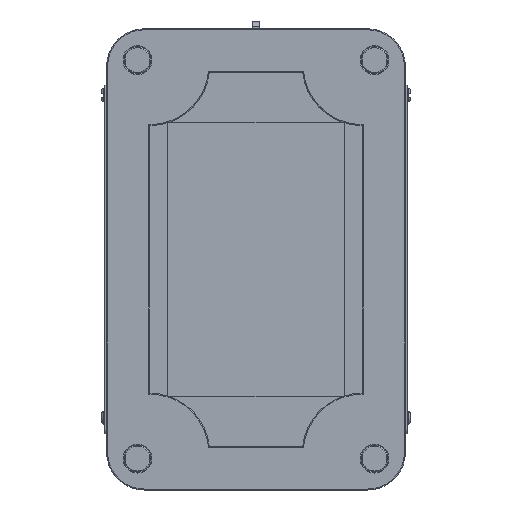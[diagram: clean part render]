
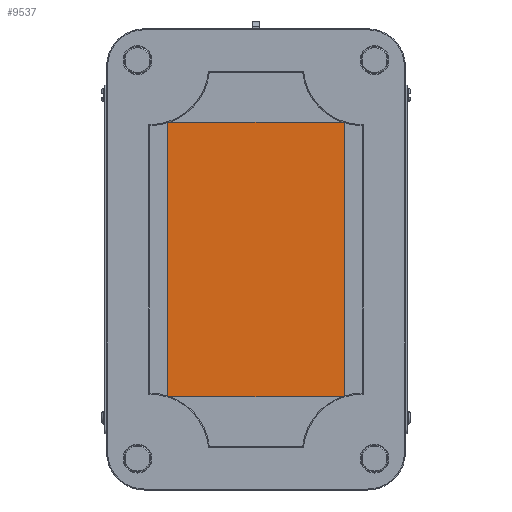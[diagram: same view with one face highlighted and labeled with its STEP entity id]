
A CAD part, front view. The second image highlights one B-rep face of the part: STEP entity #9537.
In plain terms, the highlighted planar face has unit normal (0, -1, 0).
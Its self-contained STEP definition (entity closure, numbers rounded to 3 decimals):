
#425 = LINE ( 'NONE', #9781, #11804 ) ;
#1020 = LINE ( 'NONE', #8641, #10251 ) ;
#2174 = LINE ( 'NONE', #3049, #11380 ) ;
#2969 = EDGE_CURVE ( 'NONE', #16976, #12624, #425, .T. ) ;
#3049 = CARTESIAN_POINT ( 'NONE',  ( -22.5, -38.13, -35. ) ) ;
#3145 = DIRECTION ( 'NONE',  ( 1., 0., 0. ) ) ;
#3329 = DIRECTION ( 'NONE',  ( 0., 0., 1. ) ) ;
#3334 = CARTESIAN_POINT ( 'NONE',  ( 22.5, -38.13, -35. ) ) ;
#4068 = LINE ( 'NONE', #3334, #21361 ) ;
#4937 = EDGE_CURVE ( 'NONE', #8871, #15484, #4068, .T. ) ;
#5550 = EDGE_LOOP ( 'NONE', ( #21114, #17191, #18835, #18195 ) ) ;
#7086 = DIRECTION ( 'NONE',  ( 0., -1., 0. ) ) ;
#7485 = CARTESIAN_POINT ( 'NONE',  ( -22.5, -38.13, -35. ) ) ;
#8107 = CARTESIAN_POINT ( 'NONE',  ( -22.5, -38.13, 35. ) ) ;
#8641 = CARTESIAN_POINT ( 'NONE',  ( 22.5, -38.13, -35. ) ) ;
#8871 = VERTEX_POINT ( 'NONE', #7485 ) ;
#9106 = CARTESIAN_POINT ( 'NONE',  ( 22.5, -38.13, 35. ) ) ;
#9537 = ADVANCED_FACE ( 'NONE', ( #16655 ), #15596, .T. ) ;
#9749 = DIRECTION ( 'NONE',  ( -1., 0., 0. ) ) ;
#9781 = CARTESIAN_POINT ( 'NONE',  ( 22.5, -38.13, 35. ) ) ;
#10251 = VECTOR ( 'NONE', #3329, 1000. ) ;
#11380 = VECTOR ( 'NONE', #16686, 1000. ) ;
#11804 = VECTOR ( 'NONE', #9749, 1000. ) ;
#12624 = VERTEX_POINT ( 'NONE', #8107 ) ;
#14629 = EDGE_CURVE ( 'NONE', #12624, #8871, #2174, .T. ) ;
#15484 = VERTEX_POINT ( 'NONE', #20991 ) ;
#15596 = PLANE ( 'NONE',  #20441 ) ;
#16655 = FACE_OUTER_BOUND ( 'NONE', #5550, .T. ) ;
#16686 = DIRECTION ( 'NONE',  ( 0., 0., -1. ) ) ;
#16976 = VERTEX_POINT ( 'NONE', #9106 ) ;
#17179 = CARTESIAN_POINT ( 'NONE',  ( 0., -38.13, 0. ) ) ;
#17191 = ORIENTED_EDGE ( 'NONE', *, *, #4937, .T. ) ;
#18195 = ORIENTED_EDGE ( 'NONE', *, *, #2969, .T. ) ;
#18801 = DIRECTION ( 'NONE',  ( 0., 0., -1. ) ) ;
#18835 = ORIENTED_EDGE ( 'NONE', *, *, #19875, .T. ) ;
#19875 = EDGE_CURVE ( 'NONE', #15484, #16976, #1020, .T. ) ;
#20441 = AXIS2_PLACEMENT_3D ( 'NONE', #17179, #7086, #18801 ) ;
#20991 = CARTESIAN_POINT ( 'NONE',  ( 22.5, -38.13, -35. ) ) ;
#21114 = ORIENTED_EDGE ( 'NONE', *, *, #14629, .T. ) ;
#21361 = VECTOR ( 'NONE', #3145, 1000. ) ;
